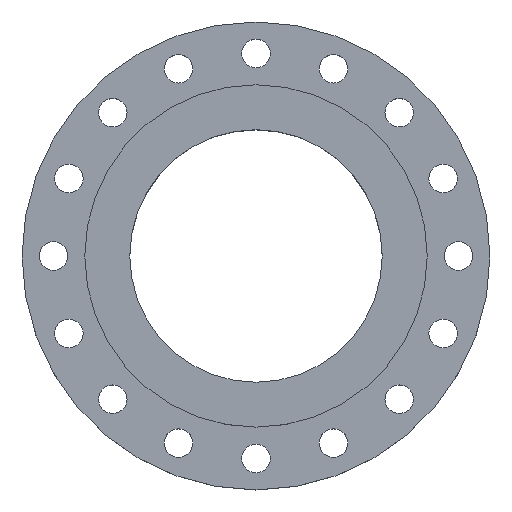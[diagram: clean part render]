
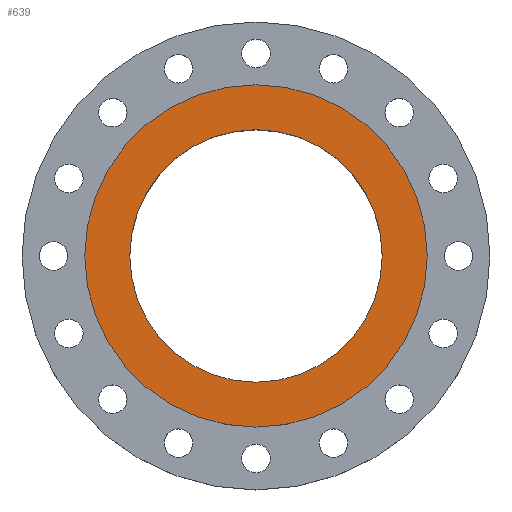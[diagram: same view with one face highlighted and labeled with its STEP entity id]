
A CAD part, top view. The second image highlights one B-rep face of the part: STEP entity #639.
In plain terms, the highlighted planar face has unit normal (0, 0, 1).
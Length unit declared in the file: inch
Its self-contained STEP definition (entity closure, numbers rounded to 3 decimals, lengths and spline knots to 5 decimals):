
#12 = CIRCLE ( 'NONE', #275, 5.531 ) ;
#23 = CARTESIAN_POINT ( 'NONE',  ( 0., 0., 0. ) ) ;
#107 = DIRECTION ( 'NONE',  ( 0., 0., -1. ) ) ;
#234 = DIRECTION ( 'NONE',  ( 1., 0., 0. ) ) ;
#242 = CIRCLE ( 'NONE', #1735, 7.5 ) ;
#275 = AXIS2_PLACEMENT_3D ( 'NONE', #23, #1397, #1517 ) ;
#288 = VERTEX_POINT ( 'NONE', #396 ) ;
#338 = CARTESIAN_POINT ( 'NONE',  ( 7.5, 0., 0. ) ) ;
#343 = ORIENTED_EDGE ( 'NONE', *, *, #1107, .F. ) ;
#396 = CARTESIAN_POINT ( 'NONE',  ( -5.531, 0., 0. ) ) ;
#398 = DIRECTION ( 'NONE',  ( 0., 0., 1. ) ) ;
#492 = EDGE_LOOP ( 'NONE', ( #1528, #1508 ) ) ;
#501 = VERTEX_POINT ( 'NONE', #338 ) ;
#507 = EDGE_CURVE ( 'NONE', #1120, #288, #813, .T. ) ;
#534 = CIRCLE ( 'NONE', #1504, 7.5 ) ;
#544 = CARTESIAN_POINT ( 'NONE',  ( 0., 0., 0. ) ) ;
#607 = DIRECTION ( 'NONE',  ( 0., 0., 1. ) ) ;
#639 = ADVANCED_FACE ( 'NONE', ( #683, #1053 ), #941, .F. ) ;
#683 = FACE_BOUND ( 'NONE', #1127, .T. ) ;
#713 = DIRECTION ( 'NONE',  ( 1., 0., 0. ) ) ;
#813 = CIRCLE ( 'NONE', #1206, 5.531 ) ;
#841 = CARTESIAN_POINT ( 'NONE',  ( -7.5, 0., 0. ) ) ;
#910 = DIRECTION ( 'NONE',  ( 0., 0., 1. ) ) ;
#941 = PLANE ( 'NONE',  #1534 ) ;
#947 = DIRECTION ( 'NONE',  ( 1., 0., 0. ) ) ;
#948 = ORIENTED_EDGE ( 'NONE', *, *, #507, .F. ) ;
#1007 = VERTEX_POINT ( 'NONE', #841 ) ;
#1053 = FACE_OUTER_BOUND ( 'NONE', #492, .T. ) ;
#1081 = CARTESIAN_POINT ( 'NONE',  ( 0., 5.531, 0. ) ) ;
#1107 = EDGE_CURVE ( 'NONE', #288, #1120, #12, .T. ) ;
#1108 = CARTESIAN_POINT ( 'NONE',  ( 5.531, 0., 0. ) ) ;
#1120 = VERTEX_POINT ( 'NONE', #1108 ) ;
#1127 = EDGE_LOOP ( 'NONE', ( #948, #343 ) ) ;
#1149 = CARTESIAN_POINT ( 'NONE',  ( 0., 0., 0. ) ) ;
#1194 = EDGE_CURVE ( 'NONE', #501, #1007, #242, .T. ) ;
#1206 = AXIS2_PLACEMENT_3D ( 'NONE', #1149, #910, #234 ) ;
#1324 = DIRECTION ( 'NONE',  ( -1., 0., 0. ) ) ;
#1387 = EDGE_CURVE ( 'NONE', #1007, #501, #534, .T. ) ;
#1397 = DIRECTION ( 'NONE',  ( 0., 0., 1. ) ) ;
#1504 = AXIS2_PLACEMENT_3D ( 'NONE', #544, #398, #947 ) ;
#1508 = ORIENTED_EDGE ( 'NONE', *, *, #1387, .T. ) ;
#1517 = DIRECTION ( 'NONE',  ( 1., 0., 0. ) ) ;
#1528 = ORIENTED_EDGE ( 'NONE', *, *, #1194, .T. ) ;
#1534 = AXIS2_PLACEMENT_3D ( 'NONE', #1081, #107, #1324 ) ;
#1659 = CARTESIAN_POINT ( 'NONE',  ( 0., 0., 0. ) ) ;
#1735 = AXIS2_PLACEMENT_3D ( 'NONE', #1659, #607, #713 ) ;
